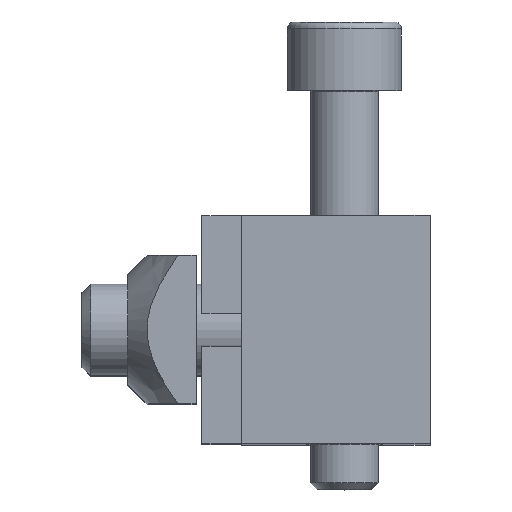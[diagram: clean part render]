
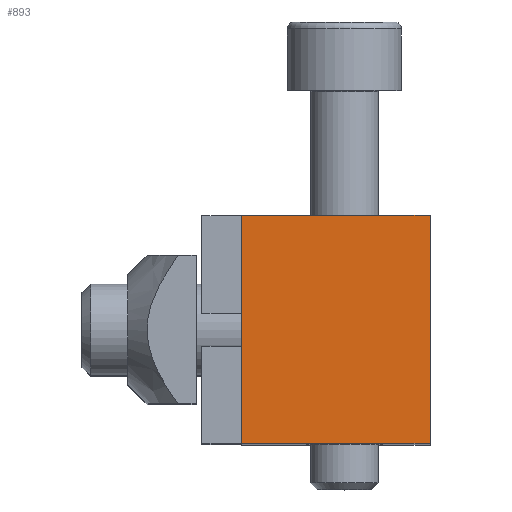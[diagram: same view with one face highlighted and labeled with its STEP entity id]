
A CAD part, top view. The second image highlights one B-rep face of the part: STEP entity #893.
In plain terms, the highlighted planar face has unit normal (0, 0, 1).
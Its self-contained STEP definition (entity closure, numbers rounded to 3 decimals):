
#837=CARTESIAN_POINT('',(0.0,0.0,45.0));
#838=VERTEX_POINT('',#837);
#845=CARTESIAN_POINT('',(0.0,20.0,45.));
#846=VERTEX_POINT('',#845);
#847=CARTESIAN_POINT('',(0.0,20.0,45.));
#848=DIRECTION('',(0.0,-1.0,0.0));
#849=VECTOR('',#848,20.0);
#850=LINE('',#847,#849);
#851=EDGE_CURVE('',#846,#838,#850,.T.);
#863=CARTESIAN_POINT('',(0.0,0.0,45.0));
#864=DIRECTION('',(0.0,0.0,1.0));
#865=DIRECTION('',(1.0,0.0,0.0));
#866=AXIS2_PLACEMENT_3D('',#863,#864,#865);
#867=PLANE('',#866);
#868=CARTESIAN_POINT('',(16.5,0.0,45.0));
#869=VERTEX_POINT('',#868);
#870=CARTESIAN_POINT('',(16.5,20.0,45.));
#871=VERTEX_POINT('',#870);
#872=CARTESIAN_POINT('',(16.5,0.0,45.0));
#873=DIRECTION('',(0.0,1.0,0.0));
#874=VECTOR('',#873,20.0);
#875=LINE('',#872,#874);
#876=EDGE_CURVE('',#869,#871,#875,.T.);
#877=ORIENTED_EDGE('',*,*,#876,.T.);
#878=CARTESIAN_POINT('',(0.0,20.0,45.));
#879=DIRECTION('',(1.0,0.0,0.0));
#880=VECTOR('',#879,16.5);
#881=LINE('',#878,#880);
#882=EDGE_CURVE('',#846,#871,#881,.T.);
#883=ORIENTED_EDGE('',*,*,#882,.F.);
#884=ORIENTED_EDGE('',*,*,#851,.T.);
#885=CARTESIAN_POINT('',(0.0,0.0,45.0));
#886=DIRECTION('',(1.0,0.0,0.0));
#887=VECTOR('',#886,16.5);
#888=LINE('',#885,#887);
#889=EDGE_CURVE('',#838,#869,#888,.T.);
#890=ORIENTED_EDGE('',*,*,#889,.T.);
#891=EDGE_LOOP('',(#877,#883,#884,#890));
#892=FACE_OUTER_BOUND('',#891,.T.);
#893=ADVANCED_FACE('',(#892),#867,.T.);
